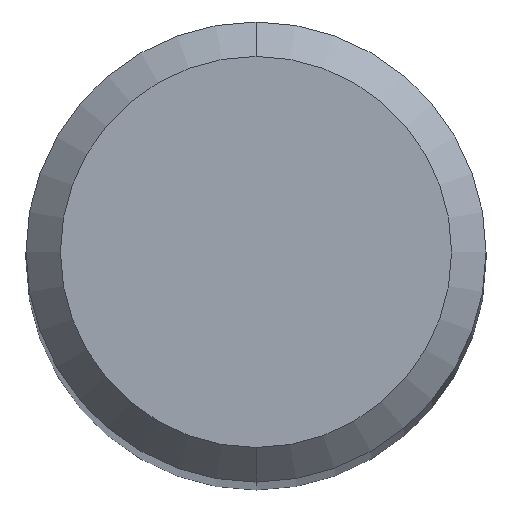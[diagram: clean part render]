
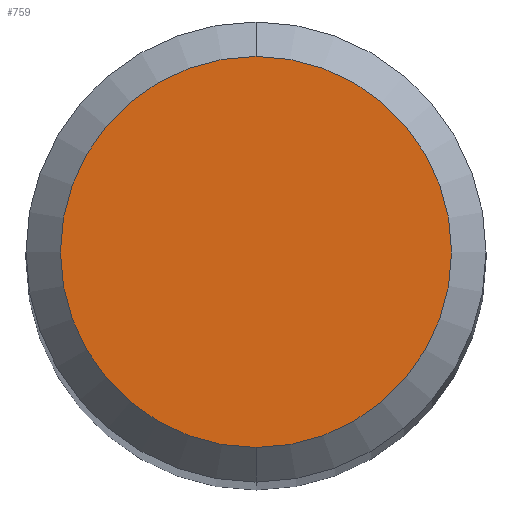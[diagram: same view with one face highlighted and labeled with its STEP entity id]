
A CAD part, top view. The second image highlights one B-rep face of the part: STEP entity #759.
In plain terms, the highlighted planar face has unit normal (0, 0, 1).
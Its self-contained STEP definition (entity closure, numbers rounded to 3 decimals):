
#507=VERTEX_POINT('',#1343);
#537=EDGE_CURVE('',#507,#545,#1376,.T.);
#545=VERTEX_POINT('',#1385);
#759=ADVANCED_FACE('',(#1616),#1617,.T.);
#913=EDGE_CURVE('',#545,#507,#1785,.T.);
#1343=CARTESIAN_POINT('',(0.0,1.7,0.0));
#1376=CIRCLE('',#2444,1.7);
#1385=CARTESIAN_POINT('',(0.,-1.7,0.0));
#1616=FACE_OUTER_BOUND('',#3265,.T.);
#1617=PLANE('',#3266);
#1785=CIRCLE('',#4214,1.7);
#2444=AXIS2_PLACEMENT_3D('',#5703,#5704,#5705);
#3265=EDGE_LOOP('',(#5962,#5963));
#3266=AXIS2_PLACEMENT_3D('',#5964,#5965,#5966);
#4214=AXIS2_PLACEMENT_3D('',#6110,#6111,#6112);
#5703=CARTESIAN_POINT('',(0.0,0.0,0.0));
#5704=DIRECTION('',(0.0,0.0,-1.0));
#5705=DIRECTION('',(0.0,1.0,0.0));
#5962=ORIENTED_EDGE('',*,*,#537,.F.);
#5963=ORIENTED_EDGE('',*,*,#913,.F.);
#5964=CARTESIAN_POINT('',(0.0,0.85,0.0));
#5965=DIRECTION('',(-0.0,0.0,1.0));
#5966=DIRECTION('',(0.0,-1.0,0.0));
#6110=CARTESIAN_POINT('',(0.0,0.0,0.0));
#6111=DIRECTION('',(0.0,0.0,-1.0));
#6112=DIRECTION('',(0.0,1.0,0.0));
